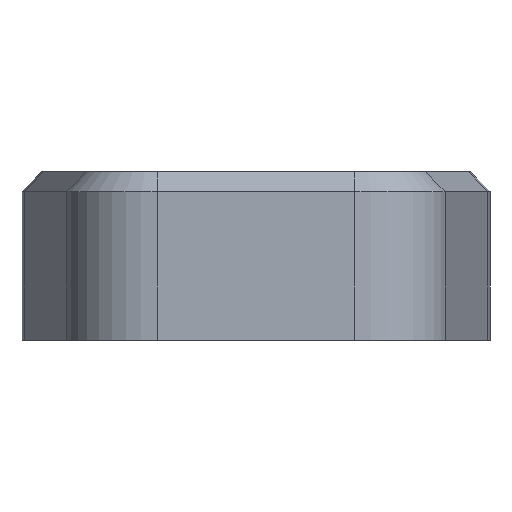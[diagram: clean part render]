
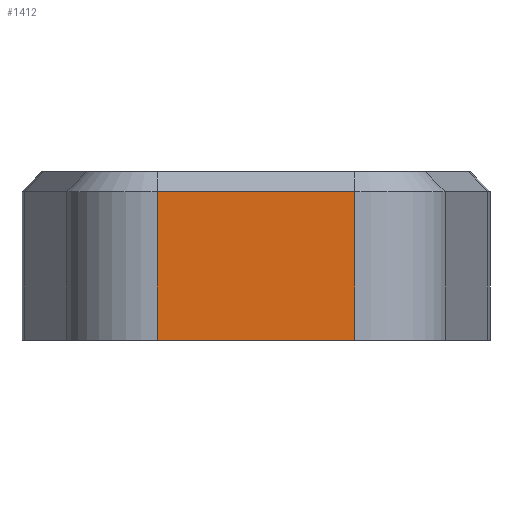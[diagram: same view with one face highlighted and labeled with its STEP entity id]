
A CAD part, front view. The second image highlights one B-rep face of the part: STEP entity #1412.
In plain terms, the highlighted planar face has unit normal (0, -1, 0).
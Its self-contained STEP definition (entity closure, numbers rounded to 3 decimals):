
#1355=CARTESIAN_POINT('',(6.442,-36.365,-6.));
#1356=VERTEX_POINT('',#1355);
#1364=CARTESIAN_POINT('',(-6.442,-36.365,-6.));
#1365=VERTEX_POINT('',#1364);
#1366=CARTESIAN_POINT('',(6.442,-36.365,-6.));
#1367=DIRECTION('',(-1.,0.,0.));
#1368=VECTOR('',#1367,12.884);
#1369=LINE('',#1366,#1368);
#1370=EDGE_CURVE('',#1356,#1365,#1369,.T.);
#1382=CARTESIAN_POINT('',(-0.,-36.365,-2.75));
#1383=DIRECTION('',(0.,-1.,0.));
#1384=DIRECTION('',(0.,0.,-1.));
#1385=AXIS2_PLACEMENT_3D('',#1382,#1383,#1384);
#1386=PLANE('',#1385);
#1387=CARTESIAN_POINT('',(6.442,-36.365,3.707));
#1388=VERTEX_POINT('',#1387);
#1389=CARTESIAN_POINT('',(6.442,-36.365,-6.));
#1390=DIRECTION('',(-0.,-0.,1.));
#1391=VECTOR('',#1390,9.707);
#1392=LINE('',#1389,#1391);
#1393=EDGE_CURVE('',#1356,#1388,#1392,.T.);
#1394=ORIENTED_EDGE('',*,*,#1393,.T.);
#1395=CARTESIAN_POINT('',(-6.442,-36.365,3.707));
#1396=VERTEX_POINT('',#1395);
#1397=CARTESIAN_POINT('',(6.442,-36.365,3.707));
#1398=DIRECTION('',(-1.,-0.,0.));
#1399=VECTOR('',#1398,12.884);
#1400=LINE('',#1397,#1399);
#1401=EDGE_CURVE('',#1388,#1396,#1400,.T.);
#1402=ORIENTED_EDGE('',*,*,#1401,.T.);
#1403=CARTESIAN_POINT('',(-6.442,-36.365,3.707));
#1404=DIRECTION('',(0.,0.,-1.));
#1405=VECTOR('',#1404,9.707);
#1406=LINE('',#1403,#1405);
#1407=EDGE_CURVE('',#1396,#1365,#1406,.T.);
#1408=ORIENTED_EDGE('',*,*,#1407,.T.);
#1409=ORIENTED_EDGE('',*,*,#1370,.F.);
#1410=EDGE_LOOP('',(#1394,#1402,#1408,#1409));
#1411=FACE_BOUND('',#1410,.T.);
#1412=ADVANCED_FACE('',(#1411),#1386,.T.);
